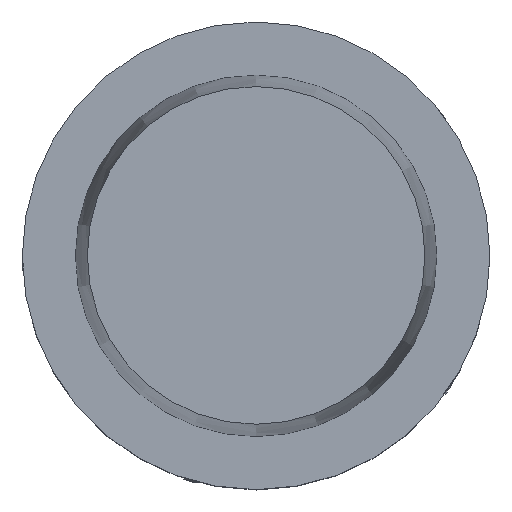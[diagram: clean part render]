
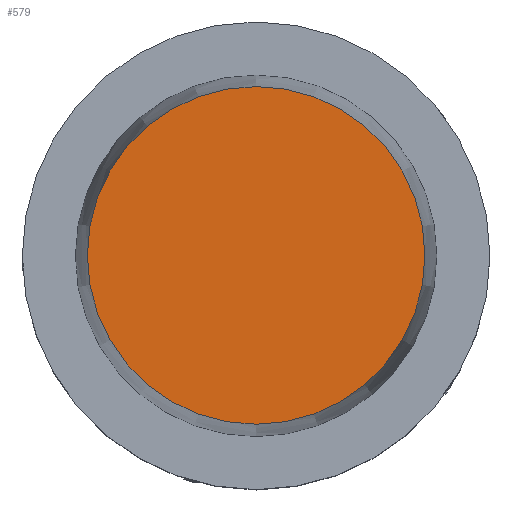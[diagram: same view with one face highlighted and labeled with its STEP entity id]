
A CAD part, top view. The second image highlights one B-rep face of the part: STEP entity #579.
In plain terms, the highlighted planar face has unit normal (0, 0, 1).
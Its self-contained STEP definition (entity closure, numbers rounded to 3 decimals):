
#172=PLANE('',#2394);
#431=FACE_OUTER_BOUND('',#891,.T.);
#579=ADVANCED_FACE('',(#431),#172,.F.);
#891=EDGE_LOOP('',(#1201));
#1201=ORIENTED_EDGE('',*,*,#1973,.F.);
#1722=VERTEX_POINT('',#3972);
#1973=EDGE_CURVE('',#1722,#1722,#2146,.T.);
#2146=CIRCLE('',#2393,22.722);
#2393=AXIS2_PLACEMENT_3D('',#3971,#2772,#2773);
#2394=AXIS2_PLACEMENT_3D('',#3973,#2774,#2775);
#2772=DIRECTION('',(0.,0.,-1.));
#2773=DIRECTION('',(0.,-1.,0.));
#2774=DIRECTION('',(0.,0.,-1.));
#2775=DIRECTION('',(0.,-1.,0.));
#3971=CARTESIAN_POINT('',(0.,0.,31.9));
#3972=CARTESIAN_POINT('',(0.,-22.722,31.9));
#3973=CARTESIAN_POINT('',(0.,0.,31.9));
